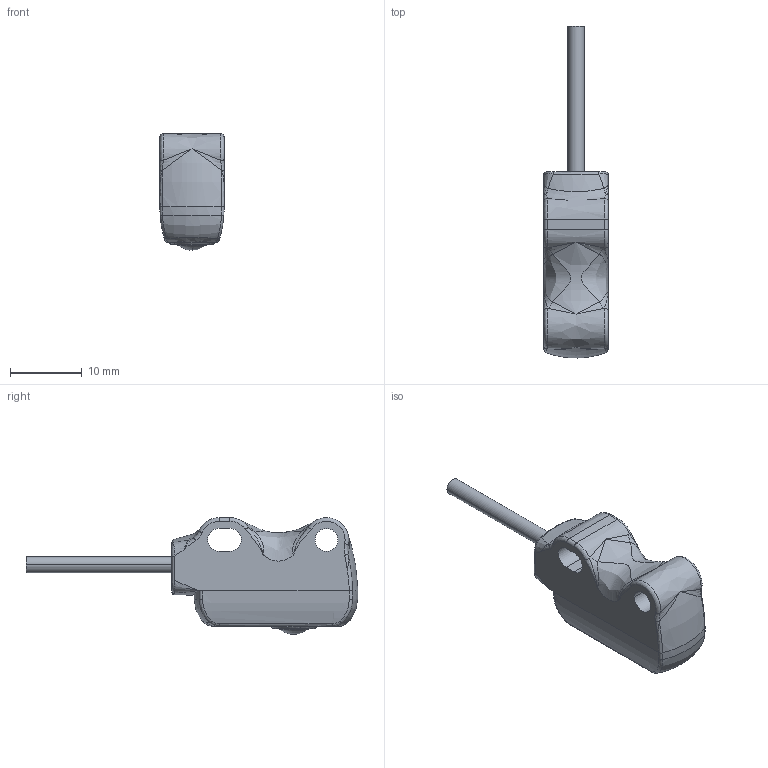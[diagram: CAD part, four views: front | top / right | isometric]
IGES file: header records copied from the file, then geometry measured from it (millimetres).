
Start section:  PTC IGES file: 149859.igs
Global section: file name: 149859.igs; native system: Pro/ENGINEER by Parametric Technology Corporation; preprocessor: 2009141; author: banengservice; organization: Unknown; date: 20100507.142057; units: inch
Bounding box: 9 x 46.4 x 16.3 mm (x, y, z)
Volume: 1617.6 mm3; surface area: 2462.8 mm2
Topology: 2 solids, 2 shells, 282 faces, 682 edges, 412 vertices
Faces by surface type: bspline 153, revolution 129
